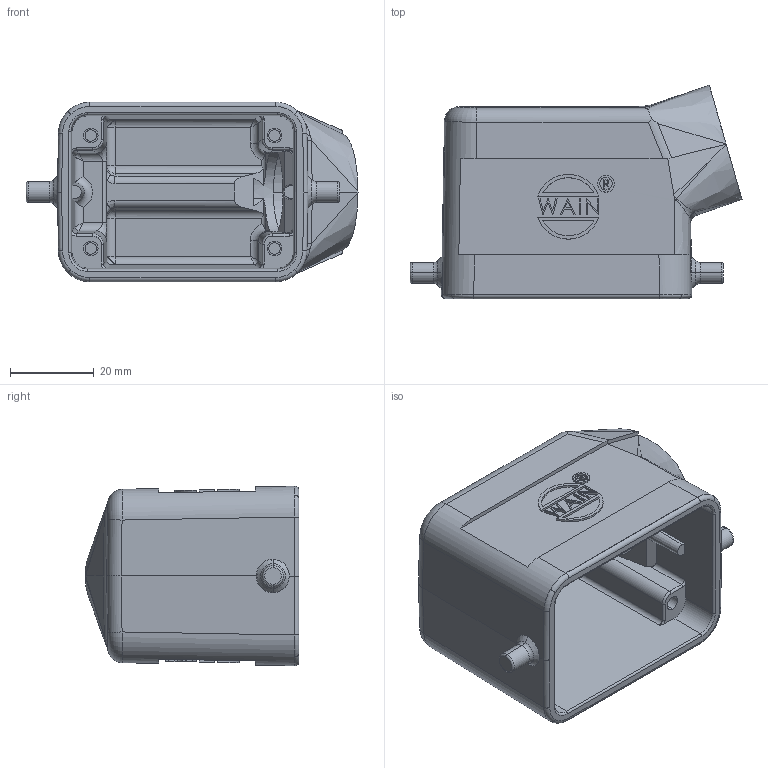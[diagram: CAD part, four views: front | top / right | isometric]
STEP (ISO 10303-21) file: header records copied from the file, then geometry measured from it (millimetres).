
FILE_DESCRIPTION(/* description */ (''),/* implementation_level */ '2;1');
FILE_NAME(/* name */ '3D_1120065101002_H6B-MSE-2B-M20_V1.1_stp_stp.stp',/* time_stamp */ '2024-03-19T14:05:01+08:00',/* author */ (''),/* organization */ (''),/* preprocessor_version */ 'ST-DEVELOPER v18.1',/* originating_system */ 'SIEMENS PLM Software NX 1980',/* authorisation */ '');
FILE_SCHEMA (('AUTOMOTIVE_DESIGN { 1 0 10303 214 3 1 1 1 }'));
Length unit declared in the file: millimetre
Products named in the file (1): 3D_1120065101002_H6B-MSE-2B-M20_V1.1_stp_stp
Bounding box: 79.46 x 51.18 x 42.96 mm (x, y, z)
Volume: 41228 mm3; surface area: 22462.1 mm2
Topology: 1 solids, 1 shells, 445 faces, 1101 edges, 687 vertices
Faces by surface type: plane 226, cylinder 131, torus 41, bspline 24, cone 11, sphere 6, extrusion 6
Full cylindrical faces by diameter (mm): 21 x1
Entity records: 15528 total; most frequent: CARTESIAN_POINT 5652, ORIENTED_EDGE 2176, DIRECTION 1774, EDGE_CURVE 1088, VERTEX_POINT 685, VECTOR 606, LINE 600, AXIS2_PLACEMENT_3D 584
